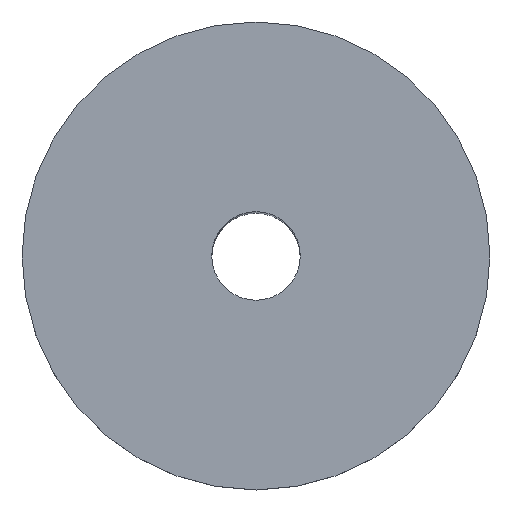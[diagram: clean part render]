
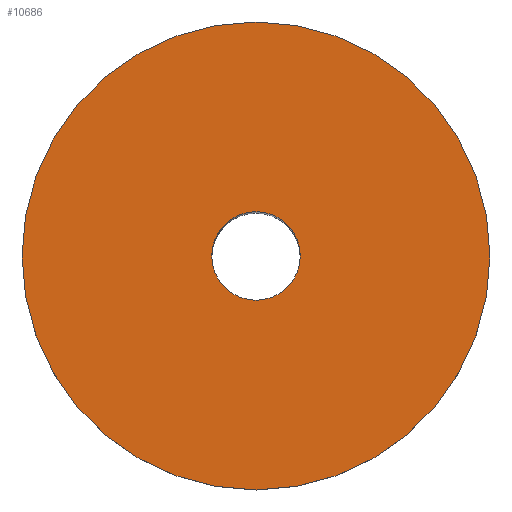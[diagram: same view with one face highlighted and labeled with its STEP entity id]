
A CAD part, top view. The second image highlights one B-rep face of the part: STEP entity #10686.
In plain terms, the highlighted planar face has unit normal (0, 0, 1).
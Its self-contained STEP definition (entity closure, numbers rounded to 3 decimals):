
#35=FACE_BOUND('',#1506,.T.);
#321=PLANE('',#11834);
#699=FACE_OUTER_BOUND('',#1505,.T.);
#1505=EDGE_LOOP('',(#7538));
#1506=EDGE_LOOP('',(#7539));
#3283=CIRCLE('',#11564,2.65);
#3286=CIRCLE('',#11570,14.);
#4325=VERTEX_POINT('',#17638);
#4334=VERTEX_POINT('',#17736);
#5385=EDGE_CURVE('',#4325,#4325,#3283,.T.);
#5398=EDGE_CURVE('',#4334,#4334,#3286,.T.);
#7538=ORIENTED_EDGE('',*,*,#5398,.T.);
#7539=ORIENTED_EDGE('',*,*,#5385,.T.);
#10686=ADVANCED_FACE('',(#699,#35),#321,.T.);
#11564=AXIS2_PLACEMENT_3D('',#17639,#13448,#13449);
#11570=AXIS2_PLACEMENT_3D('',#17738,#13464,#13465);
#11834=AXIS2_PLACEMENT_3D('',#18260,#14079,#14080);
#13448=DIRECTION('center_axis',(0.,0.,
-1.));
#13449=DIRECTION('ref_axis',(1.,0.,0.));
#13464=DIRECTION('center_axis',(0.,0.,
1.));
#13465=DIRECTION('ref_axis',(1.,0.,0.));
#14079=DIRECTION('center_axis',(0.,0.,
1.));
#14080=DIRECTION('ref_axis',(1.,0.,0.));
#17638=CARTESIAN_POINT('',(-2.65,0.,20.55));
#17639=CARTESIAN_POINT('Origin',(0.,0.,
20.55));
#17736=CARTESIAN_POINT('',(-14.,0.,20.55));
#17738=CARTESIAN_POINT('Origin',(0.,0.,
20.55));
#18260=CARTESIAN_POINT('Origin',(0.,0.,20.55));
